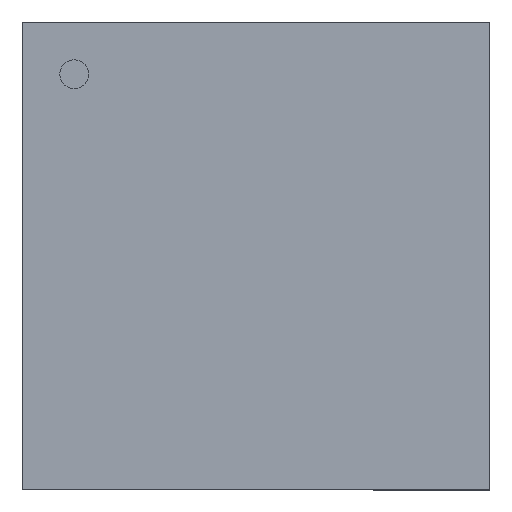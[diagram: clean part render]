
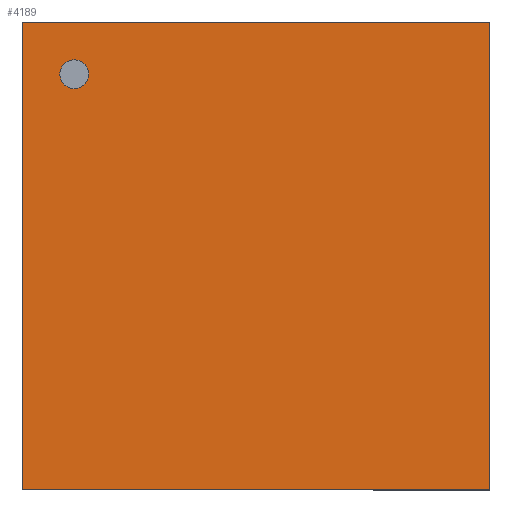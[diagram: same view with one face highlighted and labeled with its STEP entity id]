
A CAD part, top view. The second image highlights one B-rep face of the part: STEP entity #4189.
In plain terms, the highlighted planar face has unit normal (0, 0, 1).
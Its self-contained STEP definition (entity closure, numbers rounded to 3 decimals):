
#4075=CARTESIAN_POINT('',(-4.65,5.05,1.4));
#4076=VERTEX_POINT('',#4075);
#4085=CARTESIAN_POINT('',(-5.45,5.05,1.4));
#4086=VERTEX_POINT('',#4085);
#4087=CARTESIAN_POINT('',(-5.05,5.05,1.4));
#4088=DIRECTION('',(0.0,0.0,-1.0));
#4089=DIRECTION('',(1.0,0.0,0.0));
#4090=AXIS2_PLACEMENT_3D('',#4087,#4088,#4089);
#4091=CIRCLE('',#4090,0.4);
#4092=EDGE_CURVE('',#4086,#4076,#4091,.T.);
#4126=CARTESIAN_POINT('',(-5.05,5.05,1.4));
#4127=DIRECTION('',(0.0,0.0,-1.0));
#4128=DIRECTION('',(1.0,0.0,0.0));
#4129=AXIS2_PLACEMENT_3D('',#4126,#4127,#4128);
#4130=CIRCLE('',#4129,0.4);
#4131=EDGE_CURVE('',#4076,#4086,#4130,.T.);
#4146=CARTESIAN_POINT('',(0.0,0.0,1.4));
#4147=DIRECTION('',(0.0,0.0,1.0));
#4148=DIRECTION('',(0.0,-1.0,0.0));
#4149=AXIS2_PLACEMENT_3D('',#4146,#4147,#4148);
#4150=PLANE('',#4149);
#4151=CARTESIAN_POINT('',(-6.5,-6.5,1.4));
#4152=VERTEX_POINT('',#4151);
#4153=CARTESIAN_POINT('',(6.5,-6.5,1.4));
#4154=VERTEX_POINT('',#4153);
#4155=CARTESIAN_POINT('',(-6.5,-6.5,1.4));
#4156=DIRECTION('',(1.0,0.0,0.0));
#4157=VECTOR('',#4156,13.0);
#4158=LINE('',#4155,#4157);
#4159=EDGE_CURVE('',#4152,#4154,#4158,.T.);
#4160=ORIENTED_EDGE('',*,*,#4159,.T.);
#4161=CARTESIAN_POINT('',(6.5,6.5,1.4));
#4162=VERTEX_POINT('',#4161);
#4163=CARTESIAN_POINT('',(6.5,-6.5,1.4));
#4164=DIRECTION('',(0.0,1.0,0.0));
#4165=VECTOR('',#4164,13.0);
#4166=LINE('',#4163,#4165);
#4167=EDGE_CURVE('',#4154,#4162,#4166,.T.);
#4168=ORIENTED_EDGE('',*,*,#4167,.T.);
#4169=CARTESIAN_POINT('',(-6.5,6.5,1.4));
#4170=VERTEX_POINT('',#4169);
#4171=CARTESIAN_POINT('',(6.5,6.5,1.4));
#4172=DIRECTION('',(-1.0,0.0,0.0));
#4173=VECTOR('',#4172,13.0);
#4174=LINE('',#4171,#4173);
#4175=EDGE_CURVE('',#4162,#4170,#4174,.T.);
#4176=ORIENTED_EDGE('',*,*,#4175,.T.);
#4177=CARTESIAN_POINT('',(-6.5,6.5,1.4));
#4178=DIRECTION('',(0.0,-1.0,0.0));
#4179=VECTOR('',#4178,13.0);
#4180=LINE('',#4177,#4179);
#4181=EDGE_CURVE('',#4170,#4152,#4180,.T.);
#4182=ORIENTED_EDGE('',*,*,#4181,.T.);
#4183=EDGE_LOOP('',(#4160,#4168,#4176,#4182));
#4184=FACE_OUTER_BOUND('',#4183,.T.);
#4185=ORIENTED_EDGE('',*,*,#4131,.T.);
#4186=ORIENTED_EDGE('',*,*,#4092,.T.);
#4187=EDGE_LOOP('',(#4185,#4186));
#4188=FACE_BOUND('',#4187,.T.);
#4189=ADVANCED_FACE('',(#4184,#4188),#4150,.T.);
